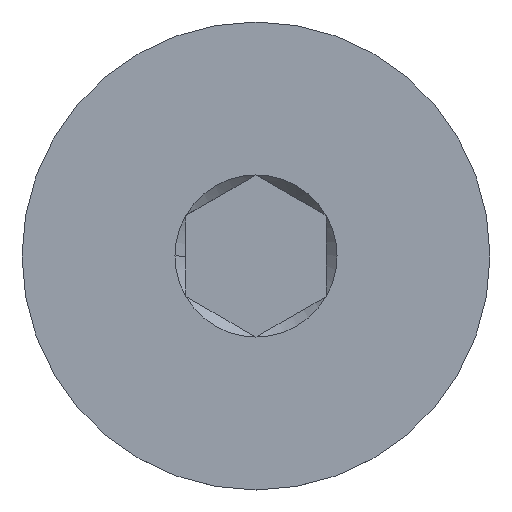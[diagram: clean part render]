
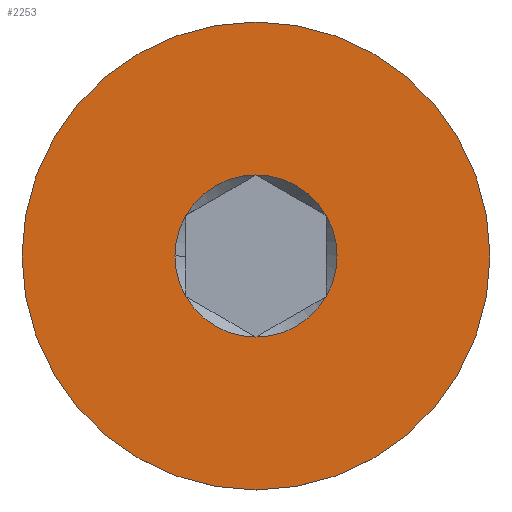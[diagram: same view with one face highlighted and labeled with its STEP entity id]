
A CAD part, top view. The second image highlights one B-rep face of the part: STEP entity #2253.
In plain terms, the highlighted planar face has unit normal (0, 0, 1).
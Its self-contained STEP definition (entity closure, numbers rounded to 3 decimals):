
#55 = CIRCLE ( 'NONE', #1638, 2.5 ) ;
#71 = VERTEX_POINT ( 'NONE', #1281 ) ;
#91 = DIRECTION ( 'NONE',  ( 0., 0., -1. ) ) ;
#102 = AXIS2_PLACEMENT_3D ( 'NONE', #402, #762, #3025 ) ;
#127 = DIRECTION ( 'NONE',  ( -1., 0., 0. ) ) ;
#218 = ORIENTED_EDGE ( 'NONE', *, *, #265, .T. ) ;
#224 = VERTEX_POINT ( 'NONE', #2681 ) ;
#237 = EDGE_CURVE ( 'NONE', #537, #224, #2122, .T. ) ;
#240 = DIRECTION ( 'NONE',  ( 0., 1., 0. ) ) ;
#265 = EDGE_CURVE ( 'NONE', #1206, #3085, #55, .T. ) ;
#293 = CARTESIAN_POINT ( 'NONE',  ( -0.75, -0.433, 4. ) ) ;
#326 = EDGE_CURVE ( 'NONE', #3085, #1206, #1775, .T. ) ;
#336 = FACE_OUTER_BOUND ( 'NONE', #2359, .T. ) ;
#402 = CARTESIAN_POINT ( 'NONE',  ( 0., 0., 4. ) ) ;
#537 = VERTEX_POINT ( 'NONE', #3036 ) ;
#592 = EDGE_CURVE ( 'NONE', #3045, #537, #3607, .T. ) ;
#640 = CARTESIAN_POINT ( 'NONE',  ( -0.75, 0.433, 4. ) ) ;
#666 = DIRECTION ( 'NONE',  ( 0., -1., 0. ) ) ;
#720 = CARTESIAN_POINT ( 'NONE',  ( 0., 2.5, 4. ) ) ;
#758 = DIRECTION ( 'NONE',  ( 0., 0., -1. ) ) ;
#762 = DIRECTION ( 'NONE',  ( 0., 0., -1. ) ) ;
#789 = VERTEX_POINT ( 'NONE', #2730 ) ;
#906 = EDGE_CURVE ( 'NONE', #789, #1717, #3039, .T. ) ;
#926 = EDGE_CURVE ( 'NONE', #71, #2514, #2272, .T. ) ;
#943 = CIRCLE ( 'NONE', #3155, 0.866 ) ;
#955 = CARTESIAN_POINT ( 'NONE',  ( 0., -2.5, 4. ) ) ;
#991 = ORIENTED_EDGE ( 'NONE', *, *, #326, .T. ) ;
#1077 = CARTESIAN_POINT ( 'NONE',  ( 0., 0., 4. ) ) ;
#1133 = AXIS2_PLACEMENT_3D ( 'NONE', #2377, #2691, #666 ) ;
#1205 = ORIENTED_EDGE ( 'NONE', *, *, #2712, .T. ) ;
#1206 = VERTEX_POINT ( 'NONE', #955 ) ;
#1231 = AXIS2_PLACEMENT_3D ( 'NONE', #2177, #3019, #1360 ) ;
#1233 = DIRECTION ( 'NONE',  ( 0., 0., 1. ) ) ;
#1253 = DIRECTION ( 'NONE',  ( 0., 0., -1. ) ) ;
#1271 = ORIENTED_EDGE ( 'NONE', *, *, #3319, .T. ) ;
#1281 = CARTESIAN_POINT ( 'NONE',  ( 0., -0.866, 4. ) ) ;
#1360 = DIRECTION ( 'NONE',  ( -1., 0., 0. ) ) ;
#1606 = EDGE_CURVE ( 'NONE', #1717, #3045, #2979, .T. ) ;
#1618 = DIRECTION ( 'NONE',  ( -1., 0., 0. ) ) ;
#1638 = AXIS2_PLACEMENT_3D ( 'NONE', #3497, #1233, #1792 ) ;
#1695 = DIRECTION ( 'NONE',  ( -1., 0., 0. ) ) ;
#1717 = VERTEX_POINT ( 'NONE', #640 ) ;
#1775 = CIRCLE ( 'NONE', #1133, 2.5 ) ;
#1792 = DIRECTION ( 'NONE',  ( 0., -1., 0. ) ) ;
#2050 = CIRCLE ( 'NONE', #102, 0.866 ) ;
#2056 = ORIENTED_EDGE ( 'NONE', *, *, #906, .T. ) ;
#2063 = ORIENTED_EDGE ( 'NONE', *, *, #237, .T. ) ;
#2093 = FACE_BOUND ( 'NONE', #2587, .T. ) ;
#2116 = AXIS2_PLACEMENT_3D ( 'NONE', #3336, #758, #1618 ) ;
#2122 = CIRCLE ( 'NONE', #2263, 0.866 ) ;
#2177 = CARTESIAN_POINT ( 'NONE',  ( 0., 0., 4. ) ) ;
#2199 = AXIS2_PLACEMENT_3D ( 'NONE', #2564, #2602, #2591 ) ;
#2230 = DIRECTION ( 'NONE',  ( 0., 0., -1. ) ) ;
#2253 = ADVANCED_FACE ( 'NONE', ( #336, #2093 ), #3661, .F. ) ;
#2263 = AXIS2_PLACEMENT_3D ( 'NONE', #2964, #1253, #127 ) ;
#2272 = CIRCLE ( 'NONE', #1231, 0.866 ) ;
#2352 = AXIS2_PLACEMENT_3D ( 'NONE', #3390, #2230, #1695 ) ;
#2359 = EDGE_LOOP ( 'NONE', ( #218, #991 ) ) ;
#2377 = CARTESIAN_POINT ( 'NONE',  ( 0., 0., 4. ) ) ;
#2504 = ORIENTED_EDGE ( 'NONE', *, *, #592, .T. ) ;
#2514 = VERTEX_POINT ( 'NONE', #293 ) ;
#2564 = CARTESIAN_POINT ( 'NONE',  ( 0., 0., 4. ) ) ;
#2587 = EDGE_LOOP ( 'NONE', ( #2729, #2504, #2063, #1271, #3483, #1205, #2056 ) ) ;
#2591 = DIRECTION ( 'NONE',  ( -1., 0., 0. ) ) ;
#2602 = DIRECTION ( 'NONE',  ( 0., 0., -1. ) ) ;
#2681 = CARTESIAN_POINT ( 'NONE',  ( 0.75, -0.433, 4. ) ) ;
#2691 = DIRECTION ( 'NONE',  ( 0., 0., 1. ) ) ;
#2712 = EDGE_CURVE ( 'NONE', #2514, #789, #943, .T. ) ;
#2729 = ORIENTED_EDGE ( 'NONE', *, *, #1606, .T. ) ;
#2730 = CARTESIAN_POINT ( 'NONE',  ( -0.866, 0., 4. ) ) ;
#2929 = DIRECTION ( 'NONE',  ( -1., 0., 0. ) ) ;
#2964 = CARTESIAN_POINT ( 'NONE',  ( 0., 0., 4. ) ) ;
#2979 = CIRCLE ( 'NONE', #2352, 0.866 ) ;
#3019 = DIRECTION ( 'NONE',  ( 0., 0., -1. ) ) ;
#3025 = DIRECTION ( 'NONE',  ( -1., 0., 0. ) ) ;
#3036 = CARTESIAN_POINT ( 'NONE',  ( 0.75, 0.433, 4. ) ) ;
#3039 = CIRCLE ( 'NONE', #2116, 0.866 ) ;
#3045 = VERTEX_POINT ( 'NONE', #3441 ) ;
#3057 = DIRECTION ( 'NONE',  ( 0., 0., -1. ) ) ;
#3085 = VERTEX_POINT ( 'NONE', #720 ) ;
#3155 = AXIS2_PLACEMENT_3D ( 'NONE', #3511, #91, #2929 ) ;
#3319 = EDGE_CURVE ( 'NONE', #224, #71, #2050, .T. ) ;
#3336 = CARTESIAN_POINT ( 'NONE',  ( 0., 0., 4. ) ) ;
#3390 = CARTESIAN_POINT ( 'NONE',  ( 0., 0., 4. ) ) ;
#3403 = AXIS2_PLACEMENT_3D ( 'NONE', #1077, #3057, #240 ) ;
#3441 = CARTESIAN_POINT ( 'NONE',  ( 0., 0.866, 4. ) ) ;
#3483 = ORIENTED_EDGE ( 'NONE', *, *, #926, .T. ) ;
#3497 = CARTESIAN_POINT ( 'NONE',  ( 0., 0., 4. ) ) ;
#3511 = CARTESIAN_POINT ( 'NONE',  ( 0., 0., 4. ) ) ;
#3607 = CIRCLE ( 'NONE', #2199, 0.866 ) ;
#3661 = PLANE ( 'NONE',  #3403 ) ;
